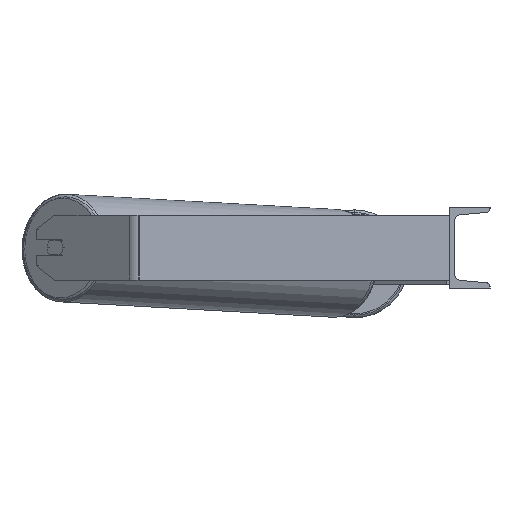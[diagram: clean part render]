
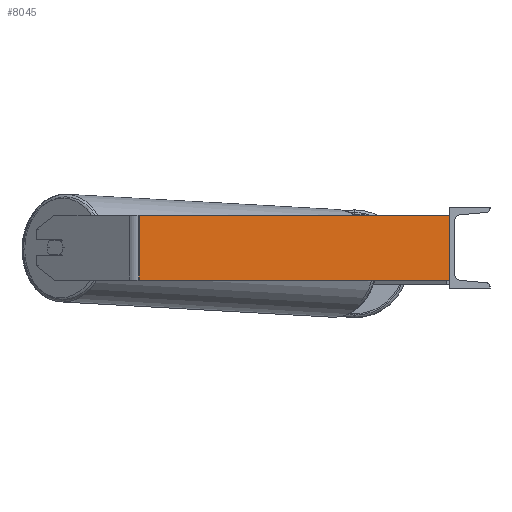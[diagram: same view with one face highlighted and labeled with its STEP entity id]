
A CAD part, left-side view. The second image highlights one B-rep face of the part: STEP entity #8045.
In plain terms, the highlighted planar face has unit normal (-0.996, -0.087, 0).
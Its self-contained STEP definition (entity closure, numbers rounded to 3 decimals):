
#184 = DIRECTION ( 'NONE',  ( 0.996, 0.087, 0. ) ) ;
#872 = VECTOR ( 'NONE', #6801, 1000. ) ;
#1051 = LINE ( 'NONE', #8048, #872 ) ;
#1367 = ORIENTED_EDGE ( 'NONE', *, *, #8239, .F. ) ;
#1459 = DIRECTION ( 'NONE',  ( 0., 0., -1. ) ) ;
#1581 = PLANE ( 'NONE',  #4402 ) ;
#1603 = VECTOR ( 'NONE', #7068, 1000. ) ;
#1746 = VERTEX_POINT ( 'NONE', #8482 ) ;
#2068 = ORIENTED_EDGE ( 'NONE', *, *, #8749, .F. ) ;
#2406 = EDGE_CURVE ( 'NONE', #1746, #5676, #1051, .T. ) ;
#2462 = FACE_OUTER_BOUND ( 'NONE', #3557, .T. ) ;
#3026 = DIRECTION ( 'NONE',  ( -0.087, 0.996, 0. ) ) ;
#3291 = VERTEX_POINT ( 'NONE', #8219 ) ;
#3557 = EDGE_LOOP ( 'NONE', ( #6363, #2068, #1367, #5003 ) ) ;
#3684 = VECTOR ( 'NONE', #1459, 1000. ) ;
#4228 = CARTESIAN_POINT ( 'NONE',  ( -785., 0., -40. ) ) ;
#4236 = CARTESIAN_POINT ( 'NONE',  ( -819.048, 389.176, 40. ) ) ;
#4367 = LINE ( 'NONE', #4236, #1603 ) ;
#4402 = AXIS2_PLACEMENT_3D ( 'NONE', #4403, #184, #3026 ) ;
#4403 = CARTESIAN_POINT ( 'NONE',  ( -819.048, 389.176, 40. ) ) ;
#4453 = DIRECTION ( 'NONE',  ( 0., 0., -1. ) ) ;
#5003 = ORIENTED_EDGE ( 'NONE', *, *, #6447, .T. ) ;
#5676 = VERTEX_POINT ( 'NONE', #4228 ) ;
#5787 = CARTESIAN_POINT ( 'NONE',  ( -818.471, 382.574, 40. ) ) ;
#5943 = CARTESIAN_POINT ( 'NONE',  ( -818.471, 382.574, 40. ) ) ;
#6231 = LINE ( 'NONE', #9051, #3684 ) ;
#6363 = ORIENTED_EDGE ( 'NONE', *, *, #2406, .T. ) ;
#6447 = EDGE_CURVE ( 'NONE', #6855, #1746, #7329, .T. ) ;
#6801 = DIRECTION ( 'NONE',  ( 0.087, -0.996, 0. ) ) ;
#6838 = VECTOR ( 'NONE', #4453, 1000. ) ;
#6855 = VERTEX_POINT ( 'NONE', #5943 ) ;
#7068 = DIRECTION ( 'NONE',  ( 0.087, -0.996, 0. ) ) ;
#7329 = LINE ( 'NONE', #5787, #6838 ) ;
#8045 = ADVANCED_FACE ( 'NONE', ( #2462 ), #1581, .F. ) ;
#8048 = CARTESIAN_POINT ( 'NONE',  ( -819.048, 389.176, -40. ) ) ;
#8219 = CARTESIAN_POINT ( 'NONE',  ( -785., 0., 40. ) ) ;
#8239 = EDGE_CURVE ( 'NONE', #6855, #3291, #4367, .T. ) ;
#8482 = CARTESIAN_POINT ( 'NONE',  ( -818.471, 382.574, -40. ) ) ;
#8749 = EDGE_CURVE ( 'NONE', #3291, #5676, #6231, .T. ) ;
#9051 = CARTESIAN_POINT ( 'NONE',  ( -785., 0., 40. ) ) ;
